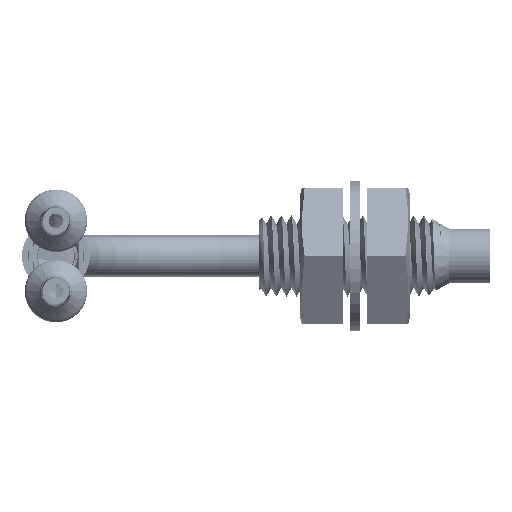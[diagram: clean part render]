
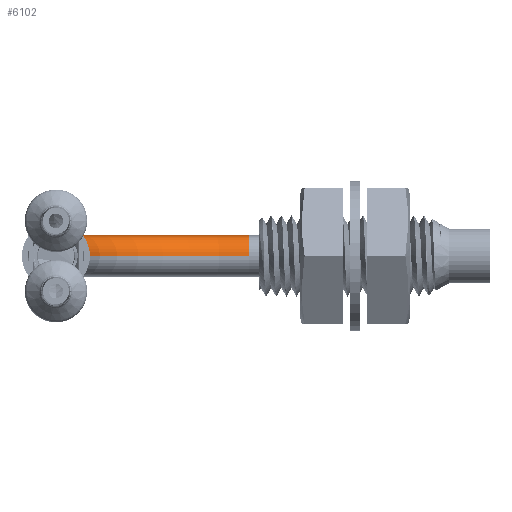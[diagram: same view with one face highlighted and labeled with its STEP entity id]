
A CAD part, left-side view. The second image highlights one B-rep face of the part: STEP entity #6102.
In plain terms, the highlighted toroidal (fillet/blend) face has major radius 14.224 mm and minor radius 1.524 mm.
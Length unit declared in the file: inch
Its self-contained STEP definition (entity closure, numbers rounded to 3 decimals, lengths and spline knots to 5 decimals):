
#5906=CARTESIAN_POINT('',(0.,0.87,0.));
#5907=DIRECTION('',(0.,1.,0.));
#5908=DIRECTION('',(0.,0.,-1.));
#5909=AXIS2_PLACEMENT_3D('',#5906,#5907,#5908);
#5911=CARTESIAN_POINT('',(0.,0.87,0.56));
#5912=DIRECTION('',(1.,0.,0.));
#5913=DIRECTION('',(0.,0.,-1.));
#5914=AXIS2_PLACEMENT_3D('',#5911,#5912,#5913);
#5921=CARTESIAN_POINT('',(0.,0.87,0.56));
#5922=DIRECTION('',(1.,0.,0.));
#5923=DIRECTION('',(0.,0.,-1.));
#5924=AXIS2_PLACEMENT_3D('',#5921,#5922,#5923);
#5935=CARTESIAN_POINT('',(0.,1.43,0.56));
#5936=DIRECTION('',(0.,0.,1.));
#5937=DIRECTION('',(0.,1.,0.));
#5938=AXIS2_PLACEMENT_3D('',#5935,#5936,#5937);
#6018=CARTESIAN_POINT('',(0.,0.87,0.06));
#6019=CARTESIAN_POINT('',(0.,0.87,-0.06));
#6020=VERTEX_POINT('',#6018);
#6021=VERTEX_POINT('',#6019);
#6026=CARTESIAN_POINT('',(0.,1.37,0.56));
#6027=CARTESIAN_POINT('',(0.,1.49,0.56));
#6028=VERTEX_POINT('',#6026);
#6029=VERTEX_POINT('',#6027);
#6088=CARTESIAN_POINT('',(0.,0.87,0.56));
#6089=DIRECTION('',(1.,0.,0.));
#6090=DIRECTION('',(0.,0.,1.));
#6091=AXIS2_PLACEMENT_3D('',#6088,#6089,#6090);
#6092=TOROIDAL_SURFACE('',#6091,0.56,0.06);
#6093=ORIENTED_EDGE('',*,*,#6082,.F.);
#6095=ORIENTED_EDGE('',*,*,#6094,.T.);
#6097=ORIENTED_EDGE('',*,*,#6096,.T.);
#6099=ORIENTED_EDGE('',*,*,#6098,.F.);
#6100=EDGE_LOOP('',(#6093,#6095,#6097,#6099));
#6101=FACE_OUTER_BOUND('',#6100,.F.);
#6102=ADVANCED_FACE('',(#6101),#6092,.T.);
#5910=CIRCLE('',#5909,0.06);
#5915=CIRCLE('',#5914,0.62);
#5925=CIRCLE('',#5924,0.5);
#5939=CIRCLE('',#5938,0.06);
#6082=EDGE_CURVE('',#6021,#6020,#5910,.T.);
#6094=EDGE_CURVE('',#6021,#6029,#5915,.T.);
#6096=EDGE_CURVE('',#6029,#6028,#5939,.T.);
#6098=EDGE_CURVE('',#6020,#6028,#5925,.T.);
